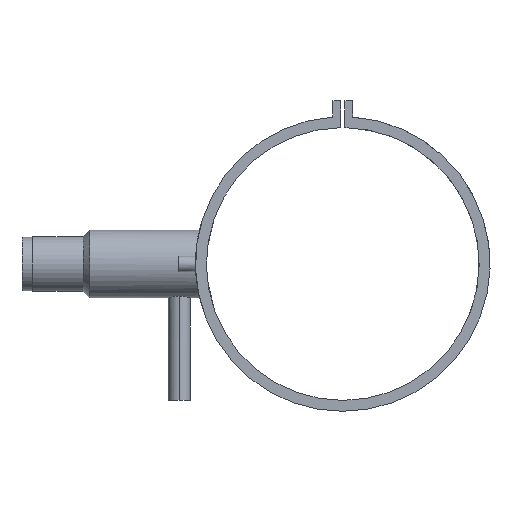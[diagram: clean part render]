
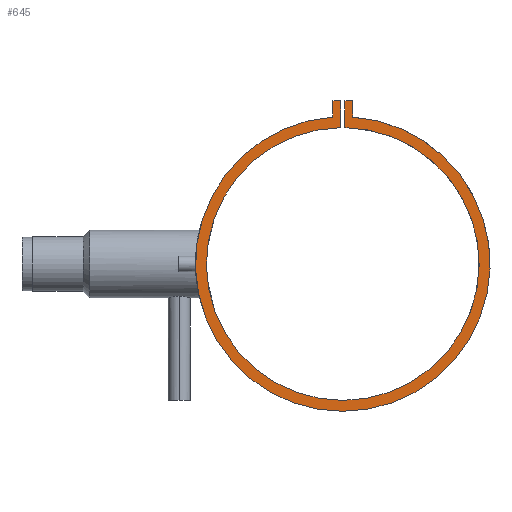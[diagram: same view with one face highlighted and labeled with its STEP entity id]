
A CAD part, left-side view. The second image highlights one B-rep face of the part: STEP entity #645.
In plain terms, the highlighted planar face has unit normal (-1, 0, 0).
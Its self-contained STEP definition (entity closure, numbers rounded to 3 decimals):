
#30 = EDGE_CURVE ( 'NONE', #501, #1579, #1668, .T. ) ;
#37 = FACE_OUTER_BOUND ( 'NONE', #1650, .T. ) ;
#38 = EDGE_CURVE ( 'NONE', #905, #1933, #1279, .T. ) ;
#61 = EDGE_CURVE ( 'NONE', #323, #501, #556, .T. ) ;
#132 = VECTOR ( 'NONE', #1961, 1000. ) ;
#214 = DIRECTION ( 'NONE',  ( 0., 0., -1. ) ) ;
#233 = ORIENTED_EDGE ( 'NONE', *, *, #1228, .F. ) ;
#276 = DIRECTION ( 'NONE',  ( -1., 0., 0. ) ) ;
#306 = DIRECTION ( 'NONE',  ( 0., -1., 0. ) ) ;
#323 = VERTEX_POINT ( 'NONE', #1852 ) ;
#369 = ORIENTED_EDGE ( 'NONE', *, *, #2227, .F. ) ;
#411 = LINE ( 'NONE', #1194, #132 ) ;
#437 = CARTESIAN_POINT ( 'NONE',  ( -69., 2., 124.984 ) ) ;
#483 = CARTESIAN_POINT ( 'NONE',  ( -69., 2., 149.7 ) ) ;
#501 = VERTEX_POINT ( 'NONE', #961 ) ;
#556 = LINE ( 'NONE', #1332, #1775 ) ;
#638 = DIRECTION ( 'NONE',  ( 0., 0., -1. ) ) ;
#644 = ORIENTED_EDGE ( 'NONE', *, *, #2104, .F. ) ;
#645 = ADVANCED_FACE ( 'NONE', ( #37 ), #828, .F. ) ;
#668 = AXIS2_PLACEMENT_3D ( 'NONE', #2012, #276, #1062 ) ;
#670 = CIRCLE ( 'NONE', #668, 125. ) ;
#693 = DIRECTION ( 'NONE',  ( 0., -1., 0. ) ) ;
#698 = CARTESIAN_POINT ( 'NONE',  ( -69., 0., 0. ) ) ;
#746 = VERTEX_POINT ( 'NONE', #1673 ) ;
#755 = EDGE_CURVE ( 'NONE', #851, #323, #1040, .T. ) ;
#828 = PLANE ( 'NONE',  #1162 ) ;
#851 = VERTEX_POINT ( 'NONE', #1084 ) ;
#860 = CARTESIAN_POINT ( 'NONE',  ( -69., -9., 149.7 ) ) ;
#905 = VERTEX_POINT ( 'NONE', #1315 ) ;
#961 = CARTESIAN_POINT ( 'NONE',  ( -69., 9., 149.7 ) ) ;
#1009 = AXIS2_PLACEMENT_3D ( 'NONE', #698, #1473, #2217 ) ;
#1018 = VECTOR ( 'NONE', #214, 1000. ) ;
#1040 = CIRCLE ( 'NONE', #1009, 135. ) ;
#1062 = DIRECTION ( 'NONE',  ( 0., 0., -1. ) ) ;
#1084 = CARTESIAN_POINT ( 'NONE',  ( -69., -9., 134.7 ) ) ;
#1162 = AXIS2_PLACEMENT_3D ( 'NONE', #1610, #2336, #638 ) ;
#1192 = LINE ( 'NONE', #1959, #1018 ) ;
#1194 = CARTESIAN_POINT ( 'NONE',  ( -69., -2., 149.7 ) ) ;
#1221 = VECTOR ( 'NONE', #1263, 1000. ) ;
#1228 = EDGE_CURVE ( 'NONE', #1802, #746, #670, .T. ) ;
#1263 = DIRECTION ( 'NONE',  ( 0., 0., -1. ) ) ;
#1279 = LINE ( 'NONE', #2039, #1779 ) ;
#1315 = CARTESIAN_POINT ( 'NONE',  ( -69., -2., 149.7 ) ) ;
#1332 = CARTESIAN_POINT ( 'NONE',  ( -69., 9., 149.7 ) ) ;
#1473 = DIRECTION ( 'NONE',  ( 1., 0., 0. ) ) ;
#1579 = VERTEX_POINT ( 'NONE', #1903 ) ;
#1610 = CARTESIAN_POINT ( 'NONE',  ( -69., 0., 0. ) ) ;
#1650 = EDGE_LOOP ( 'NONE', ( #1904, #644, #2115, #1695, #233, #369, #2387, #1770 ) ) ;
#1668 = LINE ( 'NONE', #2385, #1813 ) ;
#1673 = CARTESIAN_POINT ( 'NONE',  ( -69., -2., 124.984 ) ) ;
#1695 = ORIENTED_EDGE ( 'NONE', *, *, #1708, .F. ) ;
#1708 = EDGE_CURVE ( 'NONE', #746, #905, #411, .T. ) ;
#1770 = ORIENTED_EDGE ( 'NONE', *, *, #61, .F. ) ;
#1775 = VECTOR ( 'NONE', #2087, 1000. ) ;
#1779 = VECTOR ( 'NONE', #306, 1000. ) ;
#1802 = VERTEX_POINT ( 'NONE', #437 ) ;
#1813 = VECTOR ( 'NONE', #693, 1000. ) ;
#1852 = CARTESIAN_POINT ( 'NONE',  ( -69., 9., 134.7 ) ) ;
#1903 = CARTESIAN_POINT ( 'NONE',  ( -69., 2., 149.7 ) ) ;
#1904 = ORIENTED_EDGE ( 'NONE', *, *, #755, .F. ) ;
#1933 = VERTEX_POINT ( 'NONE', #860 ) ;
#1959 = CARTESIAN_POINT ( 'NONE',  ( -69., -9., 149.7 ) ) ;
#1961 = DIRECTION ( 'NONE',  ( 0., 0., 1. ) ) ;
#2012 = CARTESIAN_POINT ( 'NONE',  ( -69., 0., 0. ) ) ;
#2039 = CARTESIAN_POINT ( 'NONE',  ( -69., -2., 149.7 ) ) ;
#2087 = DIRECTION ( 'NONE',  ( 0., 0., 1. ) ) ;
#2104 = EDGE_CURVE ( 'NONE', #1933, #851, #1192, .T. ) ;
#2115 = ORIENTED_EDGE ( 'NONE', *, *, #38, .F. ) ;
#2195 = LINE ( 'NONE', #483, #1221 ) ;
#2217 = DIRECTION ( 'NONE',  ( 0., 0., -1. ) ) ;
#2227 = EDGE_CURVE ( 'NONE', #1579, #1802, #2195, .T. ) ;
#2336 = DIRECTION ( 'NONE',  ( 1., 0., 0. ) ) ;
#2385 = CARTESIAN_POINT ( 'NONE',  ( -69., 9., 149.7 ) ) ;
#2387 = ORIENTED_EDGE ( 'NONE', *, *, #30, .F. ) ;
